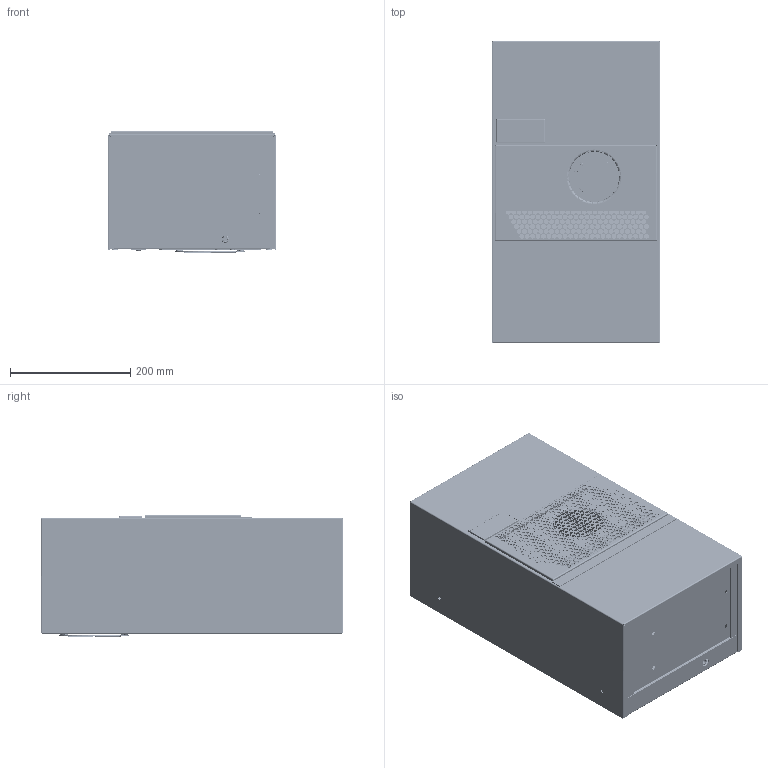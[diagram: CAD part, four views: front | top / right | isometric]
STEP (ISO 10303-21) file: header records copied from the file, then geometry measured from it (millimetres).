
FILE_DESCRIPTION((''),'2;1');
FILE_NAME('KG4304_COMPLETE_ASM','2019-05-16T09:22:49',('andreasd'),(''),'CREO PARAMETRIC BY PTC INC, 2018500','CREO PARAMETRIC BY PTC INC, 2018500','');
FILE_SCHEMA(('CONFIG_CONTROL_DESIGN'));
Products named in the file (120): KG4304_HOUSING_R_1; POPNUT_M6_HEX_OPEN_ROHS_1; POPNUT_M4_HEX_CLOSED_STEEL_1; KG4304_HOUSING_R_MANUF_ASM_1_ASM; KG4304_DRAIN_BRACKET_1; KG4304_HOUSING_COVER_R_1; KG4304_INS_HOUSING_LEFT_R_1; KG4304_INS_HOUSING_RIGHT_R_1; KG4304_INS_INTERNAL_TOP_R_1; DRAIN_FITTING_BRBD_BRBD_2_1; LOCK_NUT_12X1_RAL9005_1; M4_X_9_5_AL_ST_PULLED_1; KG4304_COMPRESSOR_BRACKET_R_1; FH-M4-10_1; KG4304_COMPRESSOR_BRACKET_ASS_1_ASM; KG4304_HOUSING_R_ASM_1_ASM; KG4304_BACK_COVER_R_1; ADDA_AA1282HB-AT_CF-A_1; FINGER_GUARD_120MM_AXIAL_P1_1; FINGER_GUARD_120MM_AXIAL_P2_1; FINGER_GUARD_120MM_AXIAL_P7_1; FINGER_GUARD_120MM_AXIAL_P4_1; FINGER_GUARD_120MM_AXIAL_P5_1; FINGER_GUARD_120MM_AXIAL_P3_1; FINGER_GUARD_120MM_AXIAL_P16_1; FINGER_GUARD_120MM_AXIAL_P18_1; FINGER_GUARD_120MM_AXIAL_P6_1; FINGER_GUARD_120MM_AXIAL_P8_1; FINGER_GUARD_120MM_AXIAL_1_ASM__ASM; FINGER_GUARD_120MM_AXIAL_ASM_1_ASM; KG4310_CONNECTOR_BRACKET_1; WAGO_723-609_019-000_1; KG4308-4305_9_POLE_CONN_BRKT_AS_ASM; M4_X_7_9_AL_ST_PULLED_1; KG4304_BACK_COVER_R_ASM_1_ASM; KG4304_ANGLE_SUPPORT_1; FH-M3-18_1; FLAT_MEMBRANE_GROMMET_MD16_1; KG4304_CENTRAL_HOUSING_MANUF_R__ASM; OC-5704_CONDENSOR_PACK_1_1 ...
Assembly tree (213 placements, depth 8):
  KG4304_COMPLETE_ASM
    KG4304_COMPLETE_TL5G_ASM_1_ASM
      KG4304_COMPLETE_R_ASM_1_ASM
        KG4304_HOUSING_R_ASM_1_ASM
          KG4304_HOUSING_R_MANUF_ASM_1_ASM
            KG4304_HOUSING_R_1
            POPNUT_M6_HEX_OPEN_ROHS_1  x4
            POPNUT_M4_HEX_CLOSED_STEEL_1  x8
          KG4304_DRAIN_BRACKET_1
          KG4304_HOUSING_COVER_R_1
          KG4304_INS_HOUSING_LEFT_R_1
          KG4304_INS_HOUSING_RIGHT_R_1
          KG4304_INS_INTERNAL_TOP_R_1
          DRAIN_FITTING_BRBD_BRBD_2_1
          LOCK_NUT_12X1_RAL9005_1
          M4_X_9_5_AL_ST_PULLED_1  x2
          KG4304_COMPRESSOR_BRACKET_ASS_1_ASM
            KG4304_COMPRESSOR_BRACKET_R_1
            FH-M4-10_1
        KG4304_BACK_COVER_R_ASM_1_ASM
          KG4304_BACK_COVER_R_1
          ADDA_AA1282HB-AT_CF-A_1
          FINGER_GUARD_120MM_AXIAL_ASM_1_ASM
            FINGER_GUARD_120MM_AXIAL_1_ASM__ASM
              FINGER_GUARD_120MM_AXIAL_P1_1
              FINGER_GUARD_120MM_AXIAL_P2_1
              FINGER_GUARD_120MM_AXIAL_P7_1
              FINGER_GUARD_120MM_AXIAL_P4_1
              FINGER_GUARD_120MM_AXIAL_P5_1
              FINGER_GUARD_120MM_AXIAL_P3_1
              FINGER_GUARD_120MM_AXIAL_P16_1
              FINGER_GUARD_120MM_AXIAL_P18_1
              FINGER_GUARD_120MM_AXIAL_P6_1
              FINGER_GUARD_120MM_AXIAL_P8_1
          KG4308-4305_9_POLE_CONN_BRKT_AS_ASM
            KG4310_CONNECTOR_BRACKET_1
            WAGO_723-609_019-000_1
          M4_X_7_9_AL_ST_PULLED_1  x2
        KG4304_CENTRAL_MODULE_R_ASM_1_ASM
          KG4304_CENTRAL_HOUSING_MANUF_R__ASM
            KG4304_ANGLE_SUPPORT_1  x3
            POPNUT_M4_HEX_CLOSED_STEEL_1
            FH-M3-18_1  x2
            FH-M4-10_1  x4
            M4_X_9_5_AL_ST_PULLED_1  x6
            FLAT_MEMBRANE_GROMMET_MD16_1
          OC-5704_CONDENSER_ASM_1_ASM
            OC-5704_CONDENSOR_PACK_1_ASM
              OC-5704_CONDENSOR_PACK_1_1
              OC-5704_CONDENSOR_PACK_1_2
              OC-5704_CONDENSOR_PACK_1_3
              OC-5704_CONDENSOR_PACK_1_4
              OC-5704_CONDENSOR_PACK_1_5
              OC-5704_CONDENSOR_PACK_1_6
              OC-5704_CONDENSOR_PACK_1_7
              OC-5704_CONDENSOR_PACK_1_8
              OC-5704_CONDENSOR_PACK_1_9
              OC-5704_CONDENSOR_PACK_1_10
              OC-5704_CONDENSOR_PACK_1_11
              OC-5704_CONDENSOR_PACK_1_12
Bounding box: 280 x 501.6 x 203.45 mm (x, y, z)
Volume: 5955674.9 mm3; surface area: 2868292.7 mm2
Topology: 176 solids, 244 shells, 7950 faces, 21016 edges, 13590 vertices
Faces by surface type: cylinder 4250, plane 2479, torus 657, cone 368, bspline 166, sphere 26, extrusion 4
Entity records: 217443 total; most frequent: CARTESIAN_POINT 50700, DIRECTION 36696, ORIENTED_EDGE 32456, EDGE_CURVE 16239, AXIS2_PLACEMENT_3D 14630, VERTEX_POINT 10551, EDGE_LOOP 9104, CIRCLE 8245
